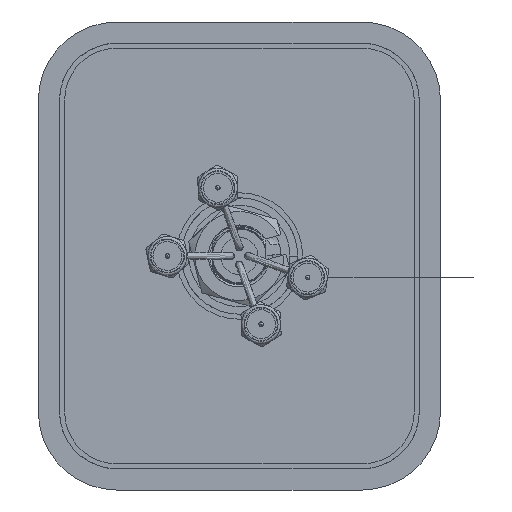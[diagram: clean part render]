
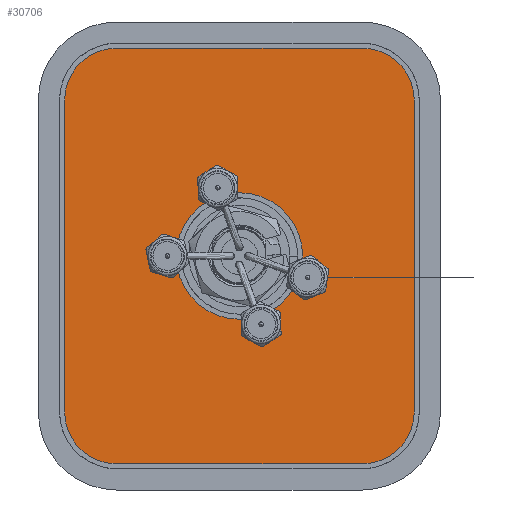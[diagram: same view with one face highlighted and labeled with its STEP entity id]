
A CAD part, front view. The second image highlights one B-rep face of the part: STEP entity #30706.
In plain terms, the highlighted planar face has unit normal (0, -1, 0).
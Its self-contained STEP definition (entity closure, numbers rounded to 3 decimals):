
#261 = CARTESIAN_POINT ( 'NONE',  ( -34.545, -0.4, 30.805 ) ) ;
#910 = VECTOR ( 'NONE', #5156, 1000. ) ;
#3275 = EDGE_LOOP ( 'NONE', ( #24109, #53482, #44193, #13137, #75742, #45885, #50051, #52858 ) ) ;
#4305 = FACE_BOUND ( 'NONE', #19306, .T. ) ;
#5156 = DIRECTION ( 'NONE',  ( -1., 0., 0. ) ) ;
#7557 = DIRECTION ( 'NONE',  ( 0., 0., -1. ) ) ;
#8052 = VERTEX_POINT ( 'NONE', #56083 ) ;
#9913 = AXIS2_PLACEMENT_3D ( 'NONE', #65531, #20487, #87772 ) ;
#10511 = CARTESIAN_POINT ( 'NONE',  ( -24.305, -0.4, 41.045 ) ) ;
#12451 = DIRECTION ( 'NONE',  ( 0., 1., 0. ) ) ;
#12660 = VECTOR ( 'NONE', #7557, 1000. ) ;
#13137 = ORIENTED_EDGE ( 'NONE', *, *, #39186, .F. ) ;
#13323 = DIRECTION ( 'NONE',  ( -1., 0., 0. ) ) ;
#13548 = VERTEX_POINT ( 'NONE', #92912 ) ;
#18169 = CARTESIAN_POINT ( 'NONE',  ( -24.305, -0.4, -41.045 ) ) ;
#19306 = EDGE_LOOP ( 'NONE', ( #59111 ) ) ;
#19963 = CARTESIAN_POINT ( 'NONE',  ( 24.305, -0.4, 41.045 ) ) ;
#20487 = DIRECTION ( 'NONE',  ( 0., 1., 0. ) ) ;
#20871 = DIRECTION ( 'NONE',  ( 0., 1., 0. ) ) ;
#24109 = ORIENTED_EDGE ( 'NONE', *, *, #33565, .F. ) ;
#30706 = ADVANCED_FACE ( 'NONE', ( #97319, #4305 ), #89764, .F. ) ;
#33565 = EDGE_CURVE ( 'NONE', #75239, #8052, #93932, .T. ) ;
#34045 = AXIS2_PLACEMENT_3D ( 'NONE', #38737, #93294, #45784 ) ;
#34091 = EDGE_CURVE ( 'NONE', #44166, #37099, #87324, .T. ) ;
#34156 = LINE ( 'NONE', #57412, #65390 ) ;
#34737 = AXIS2_PLACEMENT_3D ( 'NONE', #94300, #69105, #55898 ) ;
#35248 = CARTESIAN_POINT ( 'NONE',  ( -34.545, -0.4, -30.805 ) ) ;
#37099 = VERTEX_POINT ( 'NONE', #10511 ) ;
#38344 = AXIS2_PLACEMENT_3D ( 'NONE', #56937, #12451, #88297 ) ;
#38367 = CIRCLE ( 'NONE', #67476, 10.24 ) ;
#38737 = CARTESIAN_POINT ( 'NONE',  ( -24.305, -0.4, 30.805 ) ) ;
#39186 = EDGE_CURVE ( 'NONE', #68291, #44166, #43836, .T. ) ;
#41699 = CARTESIAN_POINT ( 'NONE',  ( -12.5, -0.4, 0. ) ) ;
#42297 = AXIS2_PLACEMENT_3D ( 'NONE', #52773, #83642, #69461 ) ;
#43577 = CARTESIAN_POINT ( 'NONE',  ( -24.305, -0.4, -41.045 ) ) ;
#43836 = LINE ( 'NONE', #35248, #53394 ) ;
#44166 = VERTEX_POINT ( 'NONE', #261 ) ;
#44193 = ORIENTED_EDGE ( 'NONE', *, *, #34091, .F. ) ;
#44750 = EDGE_CURVE ( 'NONE', #13548, #59454, #51139, .T. ) ;
#45784 = DIRECTION ( 'NONE',  ( 1., 0., 0. ) ) ;
#45885 = ORIENTED_EDGE ( 'NONE', *, *, #44750, .F. ) ;
#49282 = DIRECTION ( 'NONE',  ( 1., 0., 0. ) ) ;
#50051 = ORIENTED_EDGE ( 'NONE', *, *, #98842, .F. ) ;
#51139 = LINE ( 'NONE', #43577, #910 ) ;
#52773 = CARTESIAN_POINT ( 'NONE',  ( 24.305, -0.4, 30.805 ) ) ;
#52858 = ORIENTED_EDGE ( 'NONE', *, *, #62527, .F. ) ;
#53394 = VECTOR ( 'NONE', #58523, 1000. ) ;
#53482 = ORIENTED_EDGE ( 'NONE', *, *, #93981, .F. ) ;
#53839 = EDGE_CURVE ( 'NONE', #59454, #68291, #59341, .T. ) ;
#55898 = DIRECTION ( 'NONE',  ( -1., 0., 0. ) ) ;
#56083 = CARTESIAN_POINT ( 'NONE',  ( 34.545, -0.4, 30.805 ) ) ;
#56181 = VERTEX_POINT ( 'NONE', #69674 ) ;
#56937 = CARTESIAN_POINT ( 'NONE',  ( -24.305, -0.4, -30.805 ) ) ;
#57412 = CARTESIAN_POINT ( 'NONE',  ( -24.305, -0.4, 41.045 ) ) ;
#58523 = DIRECTION ( 'NONE',  ( 0., 0., 1. ) ) ;
#59111 = ORIENTED_EDGE ( 'NONE', *, *, #75031, .T. ) ;
#59341 = CIRCLE ( 'NONE', #38344, 10.24 ) ;
#59454 = VERTEX_POINT ( 'NONE', #18169 ) ;
#62527 = EDGE_CURVE ( 'NONE', #8052, #56181, #84410, .T. ) ;
#65390 = VECTOR ( 'NONE', #49282, 1000. ) ;
#65531 = CARTESIAN_POINT ( 'NONE',  ( 24.305, -0.4, 30.805 ) ) ;
#67476 = AXIS2_PLACEMENT_3D ( 'NONE', #73488, #20871, #13323 ) ;
#68291 = VERTEX_POINT ( 'NONE', #81744 ) ;
#69105 = DIRECTION ( 'NONE',  ( 0., 1., 0. ) ) ;
#69461 = DIRECTION ( 'NONE',  ( -1., 0., 0. ) ) ;
#69674 = CARTESIAN_POINT ( 'NONE',  ( 34.545, -0.4, -30.805 ) ) ;
#73488 = CARTESIAN_POINT ( 'NONE',  ( 24.305, -0.4, -30.805 ) ) ;
#75031 = EDGE_CURVE ( 'NONE', #89708, #89708, #78327, .T. ) ;
#75239 = VERTEX_POINT ( 'NONE', #19963 ) ;
#75742 = ORIENTED_EDGE ( 'NONE', *, *, #53839, .F. ) ;
#78327 = CIRCLE ( 'NONE', #34737, 12.5 ) ;
#81744 = CARTESIAN_POINT ( 'NONE',  ( -34.545, -0.4, -30.805 ) ) ;
#83642 = DIRECTION ( 'NONE',  ( 0., 1., 0. ) ) ;
#84410 = LINE ( 'NONE', #99542, #12660 ) ;
#87324 = CIRCLE ( 'NONE', #34045, 10.24 ) ;
#87772 = DIRECTION ( 'NONE',  ( -1., 0., 0. ) ) ;
#88297 = DIRECTION ( 'NONE',  ( 1., 0., 0. ) ) ;
#89708 = VERTEX_POINT ( 'NONE', #41699 ) ;
#89764 = PLANE ( 'NONE',  #9913 ) ;
#92912 = CARTESIAN_POINT ( 'NONE',  ( 24.305, -0.4, -41.045 ) ) ;
#93294 = DIRECTION ( 'NONE',  ( 0., 1., 0. ) ) ;
#93932 = CIRCLE ( 'NONE', #42297, 10.24 ) ;
#93981 = EDGE_CURVE ( 'NONE', #37099, #75239, #34156, .T. ) ;
#94300 = CARTESIAN_POINT ( 'NONE',  ( 0., -0.4, 0. ) ) ;
#97319 = FACE_OUTER_BOUND ( 'NONE', #3275, .T. ) ;
#98842 = EDGE_CURVE ( 'NONE', #56181, #13548, #38367, .T. ) ;
#99542 = CARTESIAN_POINT ( 'NONE',  ( 34.545, -0.4, -30.805 ) ) ;
